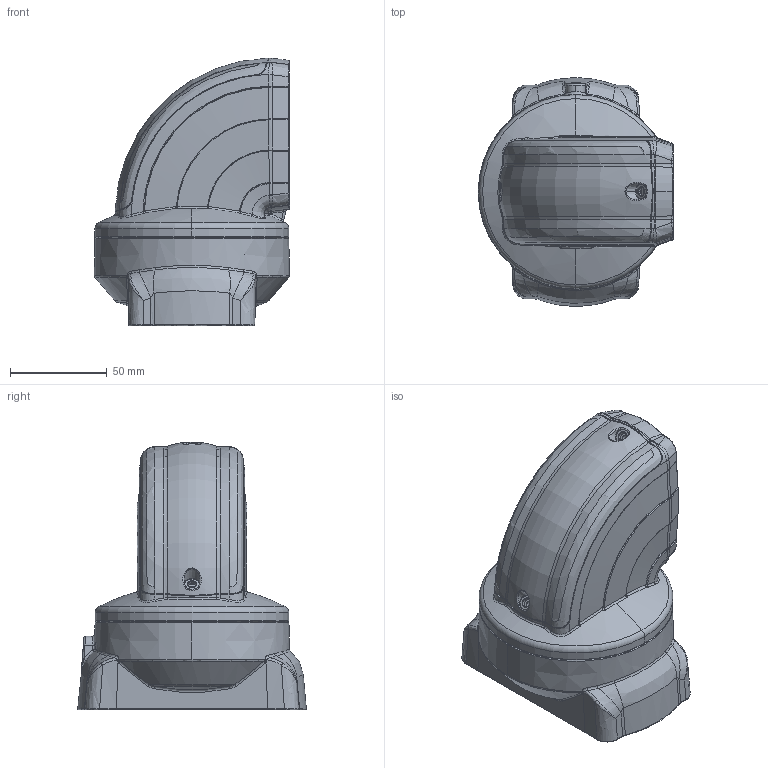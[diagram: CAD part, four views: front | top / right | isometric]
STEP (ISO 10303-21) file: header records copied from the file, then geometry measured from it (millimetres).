
FILE_DESCRIPTION (( 'STEP AP203' ), '1' );
FILE_NAME ('TK045-400.STEP', '2018-09-19T05:55:23', ( '' ), ( '' ), 'SwSTEP 2.0', 'SolidWorks 2018', '' );
FILE_SCHEMA (( 'CONFIG_CONTROL_DESIGN' ));
Length unit declared in the file: millimetre
Products named in the file (1): TK045-400
Bounding box: 100.82 x 117.9 x 138.11 mm (x, y, z)
Volume: 285284.1 mm3; surface area: 114915.9 mm2
Topology: 3 solids, 6 shells, 2322 faces, 5619 edges, 3265 vertices
Faces by surface type: bspline 1322, cylinder 268, torus 265, plane 209, cone 200, sphere 58
Entity records: 119194 total; most frequent: CARTESIAN_POINT 75483, ORIENTED_EDGE 11094, DIRECTION 6571, EDGE_CURVE 5547, VERTEX_POINT 3265, AXIS2_PLACEMENT_3D 2941, B_SPLINE_CURVE_WITH_KNOTS 2690, EDGE_LOOP 2378
